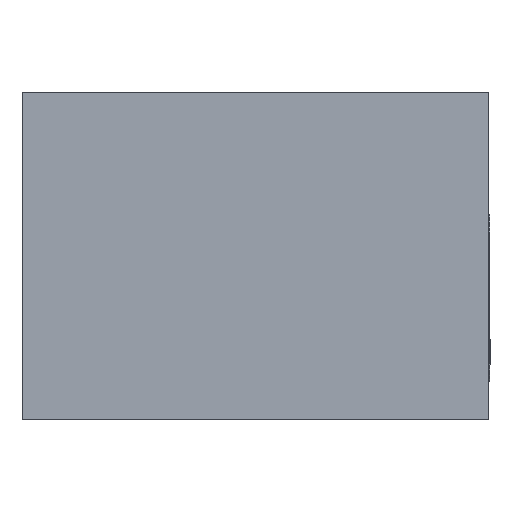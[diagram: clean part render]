
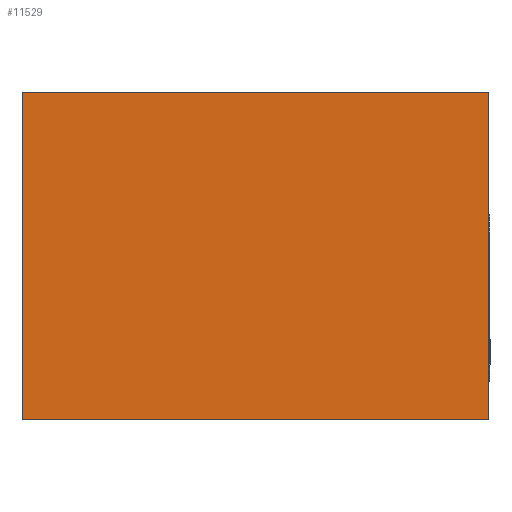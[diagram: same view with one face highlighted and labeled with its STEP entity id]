
A CAD part, front view. The second image highlights one B-rep face of the part: STEP entity #11529.
In plain terms, the highlighted planar face has unit normal (0, -1, 0).
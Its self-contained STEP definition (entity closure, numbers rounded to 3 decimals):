
#1252 = CARTESIAN_POINT ( 'NONE',  ( 0., 0., 0. ) ) ;
#1486 = DIRECTION ( 'NONE',  ( 1., 0., 0. ) ) ;
#1505 = ORIENTED_EDGE ( 'NONE', *, *, #21190, .T. ) ;
#2076 = VERTEX_POINT ( 'NONE', #1252 ) ;
#2146 = DIRECTION ( 'NONE',  ( 0., 0., 1. ) ) ;
#3108 = FACE_OUTER_BOUND ( 'NONE', #23726, .T. ) ;
#3248 = LINE ( 'NONE', #27290, #16051 ) ;
#3728 = DIRECTION ( 'NONE',  ( 0., -1., 0. ) ) ;
#3847 = ORIENTED_EDGE ( 'NONE', *, *, #29184, .F. ) ;
#4839 = LINE ( 'NONE', #21250, #8684 ) ;
#4905 = CARTESIAN_POINT ( 'NONE',  ( 0., 0., -35. ) ) ;
#8684 = VECTOR ( 'NONE', #2146, 1000. ) ;
#9363 = ORIENTED_EDGE ( 'NONE', *, *, #21975, .T. ) ;
#10850 = LINE ( 'NONE', #30592, #25457 ) ;
#11529 = ADVANCED_FACE ( 'NONE', ( #3108 ), #27608, .T. ) ;
#11945 = ORIENTED_EDGE ( 'NONE', *, *, #20033, .F. ) ;
#12693 = VECTOR ( 'NONE', #18909, 1000. ) ;
#12956 = DIRECTION ( 'NONE',  ( 1., 0., 0. ) ) ;
#13134 = CARTESIAN_POINT ( 'NONE',  ( 0., 0., -35. ) ) ;
#13441 = DIRECTION ( 'NONE',  ( 0., 0., -1. ) ) ;
#13938 = VERTEX_POINT ( 'NONE', #16943 ) ;
#14611 = CARTESIAN_POINT ( 'NONE',  ( 0., 0., -35. ) ) ;
#15266 = AXIS2_PLACEMENT_3D ( 'NONE', #13134, #3728, #13441 ) ;
#15919 = CARTESIAN_POINT ( 'NONE',  ( 50., 0., 0. ) ) ;
#16049 = VERTEX_POINT ( 'NONE', #4905 ) ;
#16051 = VECTOR ( 'NONE', #12956, 1000. ) ;
#16943 = CARTESIAN_POINT ( 'NONE',  ( 50., 0., -35. ) ) ;
#18909 = DIRECTION ( 'NONE',  ( 0., 0., 1. ) ) ;
#20033 = EDGE_CURVE ( 'NONE', #16049, #2076, #23845, .T. ) ;
#21190 = EDGE_CURVE ( 'NONE', #16049, #13938, #10850, .T. ) ;
#21250 = CARTESIAN_POINT ( 'NONE',  ( 50., 0., -35. ) ) ;
#21594 = VERTEX_POINT ( 'NONE', #15919 ) ;
#21975 = EDGE_CURVE ( 'NONE', #13938, #21594, #4839, .T. ) ;
#23726 = EDGE_LOOP ( 'NONE', ( #3847, #11945, #1505, #9363 ) ) ;
#23845 = LINE ( 'NONE', #14611, #12693 ) ;
#25457 = VECTOR ( 'NONE', #1486, 1000. ) ;
#27290 = CARTESIAN_POINT ( 'NONE',  ( 0., 0., 0. ) ) ;
#27608 = PLANE ( 'NONE',  #15266 ) ;
#29184 = EDGE_CURVE ( 'NONE', #2076, #21594, #3248, .T. ) ;
#30592 = CARTESIAN_POINT ( 'NONE',  ( 0., 0., -35. ) ) ;
